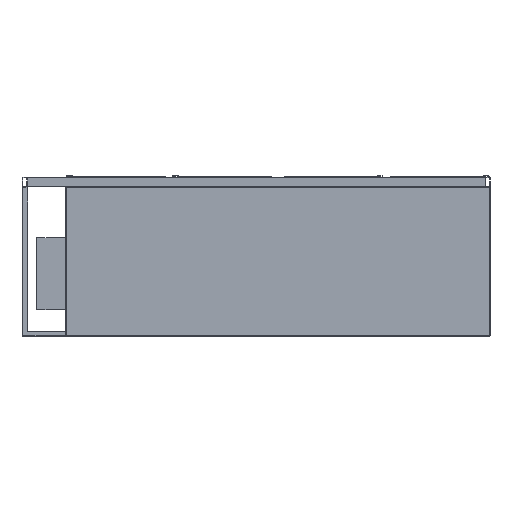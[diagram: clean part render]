
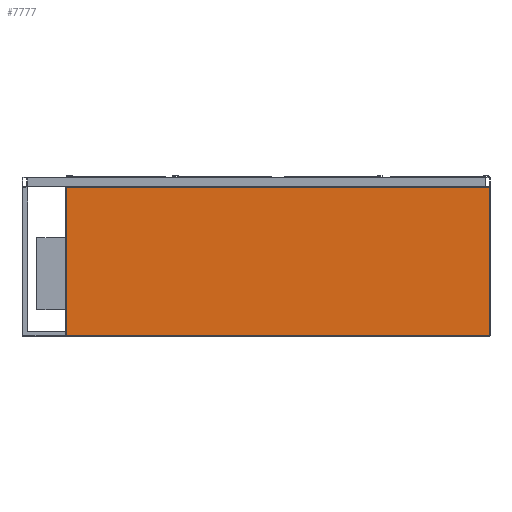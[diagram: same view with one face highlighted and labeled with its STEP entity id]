
A CAD part, front view. The second image highlights one B-rep face of the part: STEP entity #7777.
In plain terms, the highlighted planar face has unit normal (0, -1, 0).
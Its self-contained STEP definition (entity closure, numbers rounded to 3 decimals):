
#708 = CARTESIAN_POINT ( 'NONE',  ( -880., -355., -42. ) ) ;
#1239 = VERTEX_POINT ( 'NONE', #19263 ) ;
#1418 = VERTEX_POINT ( 'NONE', #29705 ) ;
#1869 = VERTEX_POINT ( 'NONE', #10355 ) ;
#2564 = VECTOR ( 'NONE', #23554, 1000. ) ;
#2608 = DIRECTION ( 'NONE',  ( 0., 0., -1. ) ) ;
#2620 = VECTOR ( 'NONE', #29415, 1000. ) ;
#2794 = CARTESIAN_POINT ( 'NONE',  ( -880., -355., -660. ) ) ;
#2890 = LINE ( 'NONE', #8865, #8825 ) ;
#5135 = EDGE_LOOP ( 'NONE', ( #34987, #27728, #33699, #34324 ) ) ;
#5501 = EDGE_CURVE ( 'NONE', #1239, #17419, #13896, .T. ) ;
#7777 = ADVANCED_FACE ( 'Fl�che8', ( #25247 ), #19844, .T. ) ;
#8124 = EDGE_CURVE ( 'NONE', #1869, #1418, #2890, .T. ) ;
#8825 = VECTOR ( 'NONE', #25726, 1000. ) ;
#8865 = CARTESIAN_POINT ( 'NONE',  ( 878., -355., -660. ) ) ;
#10355 = CARTESIAN_POINT ( 'NONE',  ( 878., -355., -658. ) ) ;
#10556 = AXIS2_PLACEMENT_3D ( 'NONE', #2794, #34066, #2608 ) ;
#13896 = LINE ( 'NONE', #22716, #29079 ) ;
#14341 = EDGE_CURVE ( 'NONE', #1418, #1239, #29176, .T. ) ;
#17419 = VERTEX_POINT ( 'NONE', #36673 ) ;
#19263 = CARTESIAN_POINT ( 'NONE',  ( -878., -355., -42. ) ) ;
#19844 = PLANE ( 'NONE',  #10556 ) ;
#20108 = DIRECTION ( 'NONE',  ( 0., 0., -1. ) ) ;
#22027 = EDGE_CURVE ( 'NONE', #17419, #1869, #27164, .T. ) ;
#22716 = CARTESIAN_POINT ( 'NONE',  ( -878., -355., -660. ) ) ;
#23554 = DIRECTION ( 'NONE',  ( -1., 0., 0. ) ) ;
#25247 = FACE_OUTER_BOUND ( 'NONE', #5135, .T. ) ;
#25726 = DIRECTION ( 'NONE',  ( 0., 0., 1. ) ) ;
#27164 = LINE ( 'NONE', #33149, #2620 ) ;
#27728 = ORIENTED_EDGE ( 'NONE', *, *, #5501, .T. ) ;
#29079 = VECTOR ( 'NONE', #20108, 1000. ) ;
#29176 = LINE ( 'NONE', #708, #2564 ) ;
#29415 = DIRECTION ( 'NONE',  ( 1., 0., 0. ) ) ;
#29705 = CARTESIAN_POINT ( 'NONE',  ( 878., -355., -42. ) ) ;
#33149 = CARTESIAN_POINT ( 'NONE',  ( -880., -355., -658. ) ) ;
#33699 = ORIENTED_EDGE ( 'NONE', *, *, #22027, .T. ) ;
#34066 = DIRECTION ( 'NONE',  ( 0., -1., 0. ) ) ;
#34324 = ORIENTED_EDGE ( 'NONE', *, *, #8124, .T. ) ;
#34987 = ORIENTED_EDGE ( 'NONE', *, *, #14341, .T. ) ;
#36673 = CARTESIAN_POINT ( 'NONE',  ( -878., -355., -658. ) ) ;
